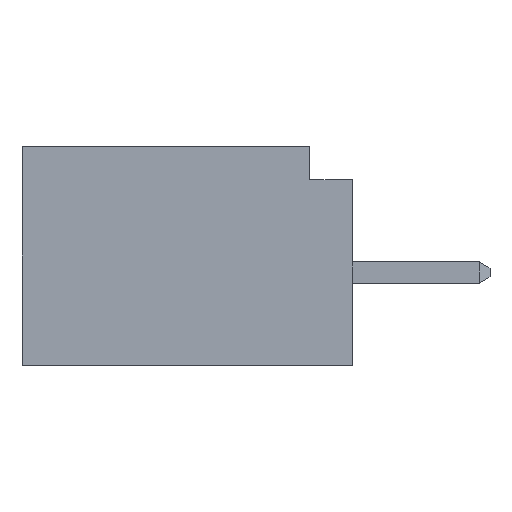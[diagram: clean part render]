
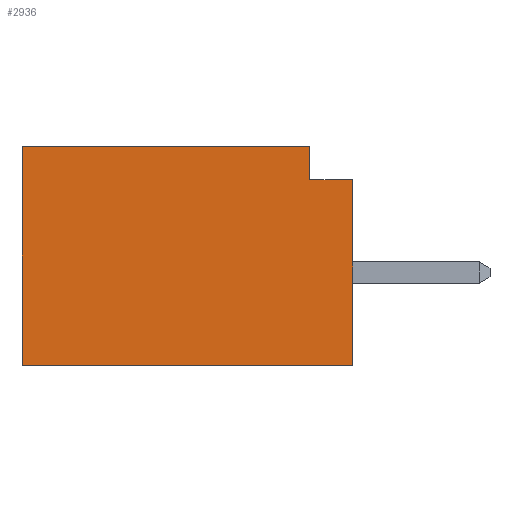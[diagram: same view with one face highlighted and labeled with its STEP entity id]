
A CAD part, left-side view. The second image highlights one B-rep face of the part: STEP entity #2936.
In plain terms, the highlighted planar face has unit normal (-1, 0, 0).
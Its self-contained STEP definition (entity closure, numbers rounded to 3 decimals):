
#65=DIRECTION('',(0.,0.,1.));
#66=VECTOR('',#65,4.33);
#67=CARTESIAN_POINT('',(-2.99,0.,-2.165));
#68=LINE('',#67,#66);
#723=DIRECTION('',(0.,0.,1.));
#724=VECTOR('',#723,5.1);
#725=CARTESIAN_POINT('',(-2.99,7.7,-2.165));
#726=LINE('',#725,#724);
#1108=DIRECTION('',(0.,0.,-1.));
#1109=VECTOR('',#1108,0.77);
#1110=CARTESIAN_POINT('',(-2.99,1.,2.935));
#1111=LINE('',#1110,#1109);
#1115=DIRECTION('',(0.,1.,0.));
#1116=VECTOR('',#1115,1.);
#1117=CARTESIAN_POINT('',(-2.99,0.,2.165));
#1118=LINE('',#1117,#1116);
#1122=DIRECTION('',(0.,1.,0.));
#1123=VECTOR('',#1122,7.7);
#1124=CARTESIAN_POINT('',(-2.99,0.,-2.165));
#1125=LINE('',#1124,#1123);
#1136=DIRECTION('',(0.,1.,0.));
#1137=VECTOR('',#1136,6.7);
#1138=CARTESIAN_POINT('',(-2.99,1.,2.935));
#1139=LINE('',#1138,#1137);
#1717=CARTESIAN_POINT('',(-2.99,7.7,-2.165));
#1718=CARTESIAN_POINT('',(-2.99,7.7,2.935));
#1719=VERTEX_POINT('',#1717);
#1720=VERTEX_POINT('',#1718);
#1725=CARTESIAN_POINT('',(-2.99,0.,-2.165));
#1726=VERTEX_POINT('',#1725);
#1821=CARTESIAN_POINT('',(-2.99,1.,2.935));
#1822=CARTESIAN_POINT('',(-2.99,1.,2.165));
#1823=VERTEX_POINT('',#1821);
#1824=VERTEX_POINT('',#1822);
#1825=CARTESIAN_POINT('',(-2.99,0.,2.165));
#1826=VERTEX_POINT('',#1825);
#2922=CARTESIAN_POINT('',(-2.99,0.,-2.165));
#2923=DIRECTION('',(-1.,0.,0.));
#2924=DIRECTION('',(0.,0.,1.));
#2925=AXIS2_PLACEMENT_3D('',#2922,#2923,#2924);
#2926=PLANE('',#2925);
#2927=ORIENTED_EDGE('',*,*,#2898,.T.);
#2928=ORIENTED_EDGE('',*,*,#2106,.F.);
#2929=ORIENTED_EDGE('',*,*,#2030,.F.);
#2930=ORIENTED_EDGE('',*,*,#2233,.T.);
#2931=ORIENTED_EDGE('',*,*,#2546,.T.);
#2933=ORIENTED_EDGE('',*,*,#2932,.F.);
#2934=EDGE_LOOP('',(#2927,#2928,#2929,#2930,#2931,#2933));
#2935=FACE_OUTER_BOUND('',#2934,.F.);
#2936=ADVANCED_FACE('',(#2935),#2926,.T.);
#2030=EDGE_CURVE('',#1726,#1826,#68,.T.);
#2106=EDGE_CURVE('',#1826,#1824,#1118,.T.);
#2233=EDGE_CURVE('',#1726,#1719,#1125,.T.);
#2546=EDGE_CURVE('',#1719,#1720,#726,.T.);
#2898=EDGE_CURVE('',#1823,#1824,#1111,.T.);
#2932=EDGE_CURVE('',#1823,#1720,#1139,.T.);
